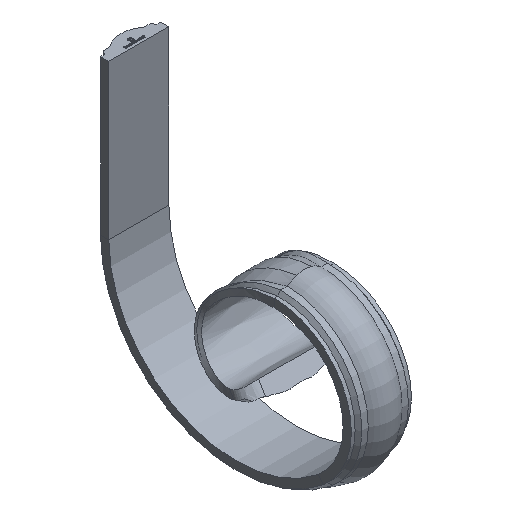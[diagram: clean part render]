
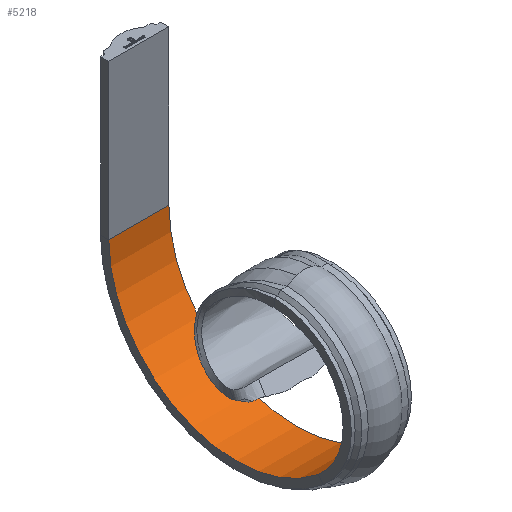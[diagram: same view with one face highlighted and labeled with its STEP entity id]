
A CAD part, isometric view. The second image highlights one B-rep face of the part: STEP entity #5218.
In plain terms, the highlighted cylindrical face has radius 85.059 mm (diameter 170.118 mm), a partial arc.
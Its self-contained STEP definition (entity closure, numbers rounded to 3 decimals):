
#321 = CARTESIAN_POINT ( 'NONE',  ( -20., -85.059, -102.941 ) ) ;
#758 = CIRCLE ( 'NONE', #4171, 85.059 ) ;
#1236 = CIRCLE ( 'NONE', #14761, 85.059 ) ;
#1368 = CYLINDRICAL_SURFACE ( 'NONE', #10110, 85.059 ) ;
#1370 = ORIENTED_EDGE ( 'NONE', *, *, #3934, .T. ) ;
#1625 = DIRECTION ( 'NONE',  ( 1., 0., 0. ) ) ;
#1765 = VECTOR ( 'NONE', #15222, 1000. ) ;
#1991 = CARTESIAN_POINT ( 'NONE',  ( -20., 0., -102.941 ) ) ;
#2698 = EDGE_CURVE ( 'NONE', #3451, #4700, #1236, .T. ) ;
#2823 = VERTEX_POINT ( 'NONE', #10696 ) ;
#3249 = ORIENTED_EDGE ( 'NONE', *, *, #15255, .F. ) ;
#3349 = DIRECTION ( 'NONE',  ( 1., 0., 0. ) ) ;
#3451 = VERTEX_POINT ( 'NONE', #9586 ) ;
#3524 = DIRECTION ( 'NONE',  ( 1., 0., 0. ) ) ;
#3934 = EDGE_CURVE ( 'NONE', #12097, #2823, #758, .T. ) ;
#4171 = AXIS2_PLACEMENT_3D ( 'NONE', #9471, #6729, #15547 ) ;
#4700 = VERTEX_POINT ( 'NONE', #11436 ) ;
#4887 = FACE_OUTER_BOUND ( 'NONE', #12424, .T. ) ;
#5218 = ADVANCED_FACE ( 'NONE', ( #4887 ), #1368, .F. ) ;
#6254 = ORIENTED_EDGE ( 'NONE', *, *, #15408, .T. ) ;
#6729 = DIRECTION ( 'NONE',  ( 1., 0., 0. ) ) ;
#7227 = DIRECTION ( 'NONE',  ( 0., 0., -1. ) ) ;
#8545 = ORIENTED_EDGE ( 'NONE', *, *, #2698, .F. ) ;
#8639 = VECTOR ( 'NONE', #3349, 1000. ) ;
#9210 = DIRECTION ( 'NONE',  ( 0., -0.639, -0.77 ) ) ;
#9471 = CARTESIAN_POINT ( 'NONE',  ( 20., -85.059, -102.941 ) ) ;
#9586 = CARTESIAN_POINT ( 'NONE',  ( -20., -139.373, -168.401 ) ) ;
#10110 = AXIS2_PLACEMENT_3D ( 'NONE', #13645, #3524, #7227 ) ;
#10696 = CARTESIAN_POINT ( 'NONE',  ( 20., 0., -102.941 ) ) ;
#11016 = LINE ( 'NONE', #1991, #8639 ) ;
#11436 = CARTESIAN_POINT ( 'NONE',  ( -20., 0., -102.941 ) ) ;
#12097 = VERTEX_POINT ( 'NONE', #14287 ) ;
#12424 = EDGE_LOOP ( 'NONE', ( #3249, #8545, #6254, #1370 ) ) ;
#13645 = CARTESIAN_POINT ( 'NONE',  ( 0., -85.059, -102.941 ) ) ;
#14287 = CARTESIAN_POINT ( 'NONE',  ( 20., -139.373, -168.401 ) ) ;
#14761 = AXIS2_PLACEMENT_3D ( 'NONE', #321, #1625, #9210 ) ;
#15111 = CARTESIAN_POINT ( 'NONE',  ( -20., -139.373, -168.401 ) ) ;
#15222 = DIRECTION ( 'NONE',  ( 1., 0., 0. ) ) ;
#15255 = EDGE_CURVE ( 'NONE', #4700, #2823, #11016, .T. ) ;
#15408 = EDGE_CURVE ( 'NONE', #3451, #12097, #15943, .T. ) ;
#15547 = DIRECTION ( 'NONE',  ( 0., -0.639, -0.77 ) ) ;
#15943 = LINE ( 'NONE', #15111, #1765 ) ;
